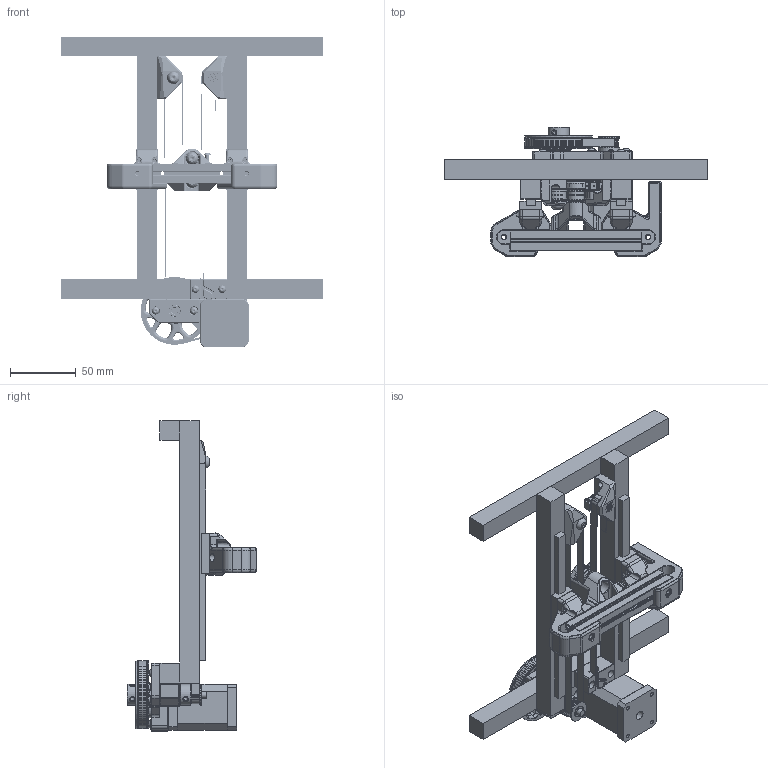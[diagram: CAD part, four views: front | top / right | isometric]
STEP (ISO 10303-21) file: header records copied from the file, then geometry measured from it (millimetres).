
FILE_DESCRIPTION(/* description */ ('STEP AP242','CAx-IF Rec.Pracs.---Representation and Presentation of Product Manufacturing Information (PMI)---4.0---2014-10-13','CAx-IF Rec.Pracs.---3D Tessellated Geometry---0.4---2014-09-14','2;1'),/* implementation_level */ '2;1');
FILE_NAME(/* name */ '62d45b105465a37eb0c6c4a7',/* time_stamp */ '2022-07-17T18:55:19+00:00',/* author */ (''),/* organization */ (''),/* preprocessor_version */ 'ST-DEVELOPER v18.102',/* originating_system */ ' ',/* authorisation */ ' ');
FILE_SCHEMA (('AP242_MANAGED_MODEL_BASED_3D_ENGINEERING_MIM_LF { 1 0 10303 442 1 1 4 }'));
Products named in the file (48): Pulley Z Drive; id6; id11; id16; id21; Socket button head screw M3x0.5 x 8; M3 Washer; Socket button head screw M3x0.5 x 12; Socket button head screw M3x0.5 x 16; Socket button head screw M3x0.5 x 10; Rear_Bed_Mount_Left; motor_plate; GT2 Belt 188mm; M3 Threaded Insert; Z Belt; Socket button head screw M3x0.5 x 20; Rear_Bed_Mount_Right; GT2 20T 6mm Powge v2; Nema14 <1>; nema14_eje; nema14_centro; nema14_base; nema14_techo; MGN7_150mm_Z <1>; MGN7 Rail; MGN7H; 1515 - 100mm-1; lower_belt_end_holder; Driven Gear <1>; F695 2RS; M5 Washer; 5x60 Shaft; 80T Gear <1>; M3x8 BHCS; 80T Gear v1; GT2 20T 6mm De-flanged; Bed Holder <1>; Hex nut grade A & B M5x0.8; bed_mount; Socket button head screw M5x0.8 x 20 ...
Assembly tree (83 placements, depth 4):
  Pulley Z Drive
    id6
    id11
    id16
    id21
    Socket button head screw M3x0.5 x 8  x2
    M3 Washer  x3
    Socket button head screw M3x0.5 x 12
    Socket button head screw M3x0.5 x 16  x5
    Socket button head screw M3x0.5 x 10  x2
    Rear_Bed_Mount_Left
    motor_plate
    GT2 Belt 188mm
    M3 Threaded Insert  x2
    Z Belt
    Socket button head screw M3x0.5 x 20  x2
    Rear_Bed_Mount_Right
    GT2 20T 6mm Powge v2
    Nema14 <1>
      nema14_eje
      nema14_centro
      nema14_base
      nema14_techo
    MGN7_150mm_Z <1>
      MGN7 Rail  x2
      MGN7H  x2
    1515 - 100mm-1
    lower_belt_end_holder
    Driven Gear <1>
      F695 2RS  x2
      M5 Washer
      5x60 Shaft
      GT2 20T 6mm Powge v2
      80T Gear <1>
        M3x8 BHCS  x5
        80T Gear v1
        GT2 20T 6mm De-flanged
    Bed Holder <1>
      Hex nut grade A & B M5x0.8  x2
      Socket button head screw M3x0.5 x 12  x3
      F695 2RS  x4
      bed_mount
      Socket button head screw M5x0.8 x 20  x2
    Top Idler <1>
      top_idler_base
      Hex nut grade A & B M5x0.8
      Socket button head screw M3x0.5 x 8  x2
      F695 2RS  x2
      Socket button head screw M5x0.8 x 20
    Top Endstop <1>
      Omron_D2F_F-1
      Socket button head screw M3x0.5 x 8  x2
      upper_belt_end_holder
      M2x10 self tapping screw for plastic-1  x2
      Omron_D2F_F-1
    end_plate
Bounding box: 200 x 98.55 x 236.87 mm (x, y, z)
Volume: 396856.8 mm3; surface area: 177556.2 mm2
Topology: 76 solids, 76 shells, 4417 faces, 11080 edges, 6896 vertices
Faces by surface type: plane 2202, cylinder 1163, cone 544, bspline 333, torus 148, sphere 27
Full cylindrical faces by diameter (mm): 1.7 x2, 2 x3, 2.4 x8, 2.55 x7, 2.9 x2, 3 x41, 3.2 x3, 3.4 x27, 3.75 x2, 4.134 x3, 4.2 x6, 4.25 x2, 4.6 x2, 4.7 x4, 5 x19, 5.2 x4, 5.4 x1, 5.7 x5, 5.8 x2, 6 x12, 6.5 x16, 7 x4, 8.6 x1, 8.768 x1, 9 x1, 10 x2, 11.5 x16, 12 x1, 13 x8, 13.25 x2
Entity records: 118201 total; most frequent: CARTESIAN_POINT 33144, ORIENTED_EDGE 17350, DIRECTION 17238, EDGE_CURVE 8675, AXIS2_PLACEMENT_3D 6069, VERTEX_POINT 5543, LINE 5100, VECTOR 5100
